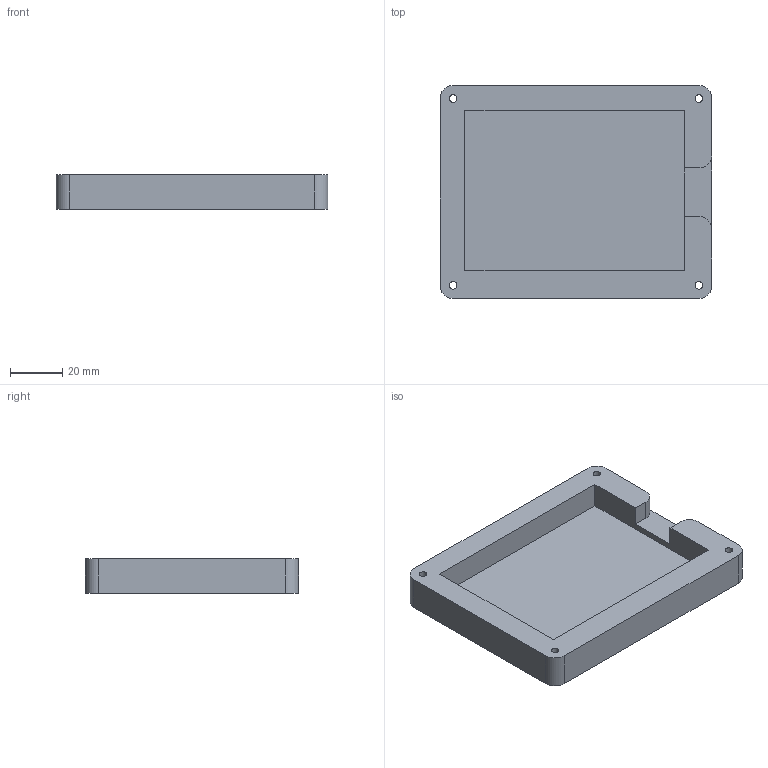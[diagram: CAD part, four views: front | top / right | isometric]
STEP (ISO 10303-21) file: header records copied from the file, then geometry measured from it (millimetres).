
FILE_DESCRIPTION(/* description */ ('','CAx-IF Rec.Pracs.---Representation and Presentation of Product Manufacturing Information (PMI)---4.0---2014-10-13'),/* implementation_level */ '2;1');
FILE_NAME(/* name */ 'BluePunia''s.bottomside v2.step',/* time_stamp */ '2025-02-24T23:51:13+01:00',/* author */ (''),/* organization */ (''),/* preprocessor_version */ 'ST-DEVELOPER v20',/* originating_system */ 'Autodesk Translation Framework v13.20.0.188',/* authorisation */ '');
FILE_SCHEMA (('AP242_MANAGED_MODEL_BASED_3D_ENGINEERING_MIM_LF { 1 0 10303 442 1 1 4 }'));
Length unit declared in the file: millimetre
Products named in the file (1): czesc 1
Bounding box: 103.62 x 81.2 x 13 mm (x, y, z)
Volume: 55775.8 mm3; surface area: 24787.8 mm2
Topology: 1 solids, 1 shells, 265 faces, 726 edges, 484 vertices
Faces by surface type: bspline 148, plane 103, cylinder 14
Full cylindrical faces by diameter (mm): 2.9 x4, 6 x4
Entity records: 9784 total; most frequent: CARTESIAN_POINT 3992, ORIENTED_EDGE 1452, EDGE_CURVE 726, DIRECTION 694, VERTEX_POINT 484, LINE 402, VECTOR 402, B_SPLINE_CURVE_WITH_KNOTS 296
